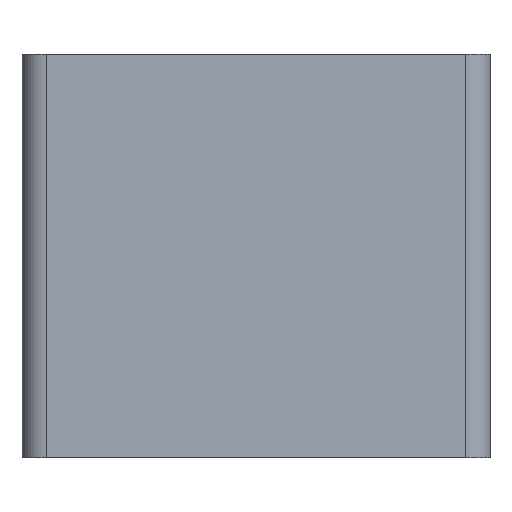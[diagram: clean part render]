
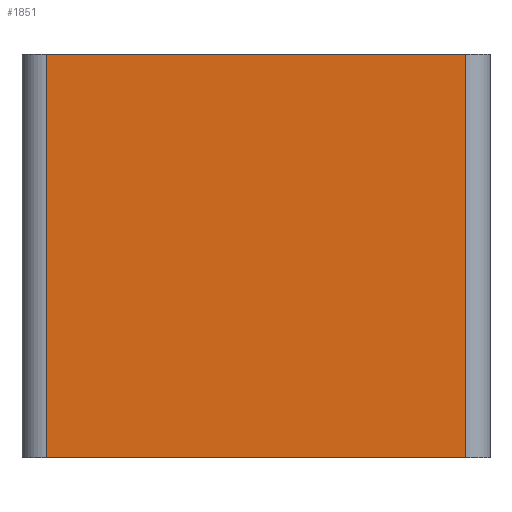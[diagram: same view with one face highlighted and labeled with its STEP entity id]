
A CAD part, front view. The second image highlights one B-rep face of the part: STEP entity #1851.
In plain terms, the highlighted planar face has unit normal (0, -1, 0).
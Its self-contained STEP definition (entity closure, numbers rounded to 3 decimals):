
#5 = CARTESIAN_POINT ( 'NONE',  ( 26., -29., 50. ) ) ;
#20 = DIRECTION ( 'NONE',  ( -1., 0., 0. ) ) ;
#41 = EDGE_CURVE ( 'NONE', #120, #1763, #244, .T. ) ;
#117 = DIRECTION ( 'NONE',  ( 0., 0., -1. ) ) ;
#120 = VERTEX_POINT ( 'NONE', #1721 ) ;
#168 = LINE ( 'NONE', #5, #1032 ) ;
#200 = FACE_OUTER_BOUND ( 'NONE', #1177, .T. ) ;
#222 = VERTEX_POINT ( 'NONE', #1241 ) ;
#244 = LINE ( 'NONE', #1783, #1605 ) ;
#263 = DIRECTION ( 'NONE',  ( 0., 0., -1. ) ) ;
#272 = CARTESIAN_POINT ( 'NONE',  ( 26., -29., 50. ) ) ;
#313 = CARTESIAN_POINT ( 'NONE',  ( 26., -29., 0. ) ) ;
#470 = CARTESIAN_POINT ( 'NONE',  ( 26., -29., 50. ) ) ;
#545 = ORIENTED_EDGE ( 'NONE', *, *, #1003, .T. ) ;
#603 = EDGE_CURVE ( 'NONE', #222, #1978, #168, .T. ) ;
#619 = PLANE ( 'NONE',  #1233 ) ;
#664 = ORIENTED_EDGE ( 'NONE', *, *, #41, .T. ) ;
#719 = CARTESIAN_POINT ( 'NONE',  ( 26., -29., 50. ) ) ;
#739 = ORIENTED_EDGE ( 'NONE', *, *, #603, .F. ) ;
#952 = ORIENTED_EDGE ( 'NONE', *, *, #974, .F. ) ;
#968 = VECTOR ( 'NONE', #117, 1000. ) ;
#974 = EDGE_CURVE ( 'NONE', #1978, #1763, #1350, .T. ) ;
#1003 = EDGE_CURVE ( 'NONE', #222, #120, #1064, .T. ) ;
#1032 = VECTOR ( 'NONE', #1713, 1000. ) ;
#1064 = LINE ( 'NONE', #1331, #968 ) ;
#1083 = VECTOR ( 'NONE', #263, 1000. ) ;
#1172 = DIRECTION ( 'NONE',  ( 1., 0., 0. ) ) ;
#1177 = EDGE_LOOP ( 'NONE', ( #664, #952, #739, #545 ) ) ;
#1233 = AXIS2_PLACEMENT_3D ( 'NONE', #470, #1425, #20 ) ;
#1241 = CARTESIAN_POINT ( 'NONE',  ( -26., -29., 50. ) ) ;
#1331 = CARTESIAN_POINT ( 'NONE',  ( -26., -29., 50. ) ) ;
#1350 = LINE ( 'NONE', #272, #1083 ) ;
#1425 = DIRECTION ( 'NONE',  ( 0., 1., 0. ) ) ;
#1605 = VECTOR ( 'NONE', #1172, 1000. ) ;
#1713 = DIRECTION ( 'NONE',  ( 1., 0., 0. ) ) ;
#1721 = CARTESIAN_POINT ( 'NONE',  ( -26., -29., 0. ) ) ;
#1763 = VERTEX_POINT ( 'NONE', #313 ) ;
#1783 = CARTESIAN_POINT ( 'NONE',  ( 26., -29., 0. ) ) ;
#1851 = ADVANCED_FACE ( 'NONE', ( #200 ), #619, .F. ) ;
#1978 = VERTEX_POINT ( 'NONE', #719 ) ;
